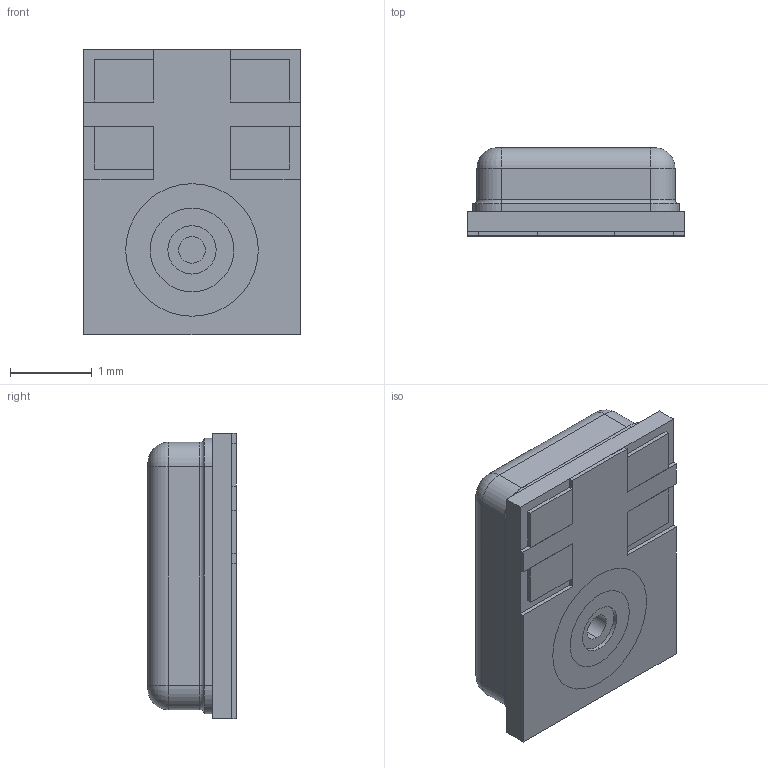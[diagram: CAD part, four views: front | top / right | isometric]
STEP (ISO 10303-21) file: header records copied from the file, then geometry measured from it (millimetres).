
FILE_DESCRIPTION (( 'STEP AP214' ), '1' );
FILE_NAME ('SPH1668LM4H-1.STEP', '2019-04-11T12:54:51', ( '' ), ( '' ), 'SwSTEP 2.0', 'SolidWorks 2017', '' );
FILE_SCHEMA (( 'AUTOMOTIVE_DESIGN' ));
Length unit declared in the file: millimetre
Products named in the file (1): SPH1668LM4H-1
Bounding box: 2.65 x 1.08 x 3.5 mm (x, y, z)
Volume: 8.7 mm3; surface area: 64.8 mm2
Topology: 9 solids, 9 shells, 104 faces, 228 edges, 144 vertices
Faces by surface type: plane 64, cylinder 32, torus 8
Entity records: 2950 total; most frequent: DIRECTION 506, CARTESIAN_POINT 477, ORIENTED_EDGE 456, EDGE_CURVE 228, AXIS2_PLACEMENT_3D 173, VECTOR 160, LINE 160, VERTEX_POINT 144
